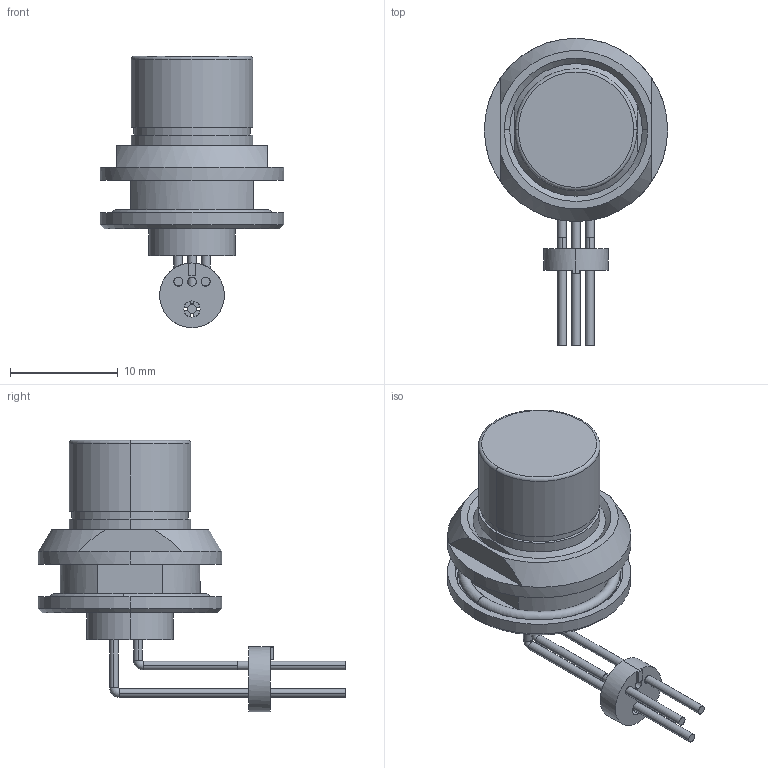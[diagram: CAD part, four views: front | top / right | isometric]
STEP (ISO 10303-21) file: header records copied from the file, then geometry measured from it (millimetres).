
FILE_DESCRIPTION(('STEP AP203'),'1');
FILE_NAME('hes_1f_303_clvp.stp','2019-10-05T09:52:03',('TraceParts'),('TraceParts S.A.'),'Spatial InterOp 3D',' ',' ');
FILE_SCHEMA(('CONFIG_CONTROL_DESIGN'));
Length unit declared in the file: millimetre
Products named in the file (1): 1
Bounding box: 17 x 28.5 x 25.17 mm (x, y, z)
Volume: 2396.8 mm3; surface area: 2059.4 mm2
Topology: 4 solids, 4 shells, 122 faces, 284 edges, 180 vertices
Faces by surface type: plane 42, cylinder 40, cone 16, bspline 14, torus 10
Entity records: 3978 total; most frequent: CARTESIAN_POINT 1078, DIRECTION 646, ORIENTED_EDGE 568, EDGE_CURVE 284, AXIS2_PLACEMENT_3D 272, VERTEX_POINT 180, CIRCLE 160, EDGE_LOOP 144
